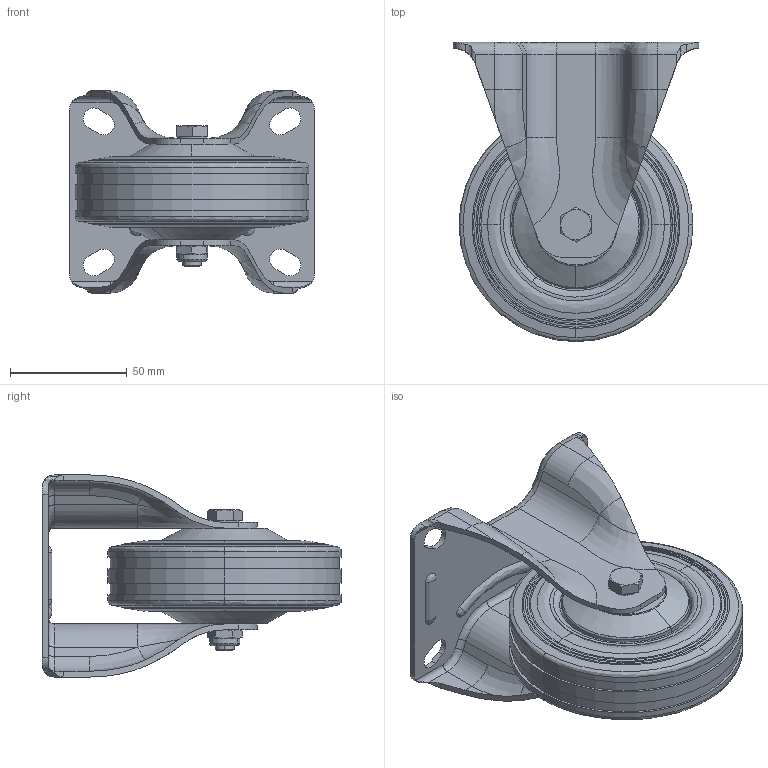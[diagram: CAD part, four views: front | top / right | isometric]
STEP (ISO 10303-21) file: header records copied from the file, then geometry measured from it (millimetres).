
FILE_DESCRIPTION (( 'STEP AP203' ), '1' );
FILE_NAME ('L410.B55.101.step', '2018-05-08T13:55:18', ( 'Benutzer01' ), ( '' ), 'SwSTEP 2.0', 'SolidWorks 2012', '' );
FILE_SCHEMA (( 'CONFIG_CONTROL_DESIGN' ));
Length unit declared in the file: millimetre
Products named in the file (1): L410.B55.101
Bounding box: 105 x 128 x 86.5 mm (x, y, z)
Volume: 219115 mm3; surface area: 114320.7 mm2
Topology: 21 solids, 21 shells, 539 faces, 1264 edges, 782 vertices
Faces by surface type: cylinder 194, plane 132, bspline 131, cone 62, torus 20
Entity records: 23323 total; most frequent: CARTESIAN_POINT 11285, ORIENTED_EDGE 2512, DIRECTION 2512, EDGE_CURVE 1256, AXIS2_PLACEMENT_3D 1067, VERTEX_POINT 782, CIRCLE 658, EDGE_LOOP 618
